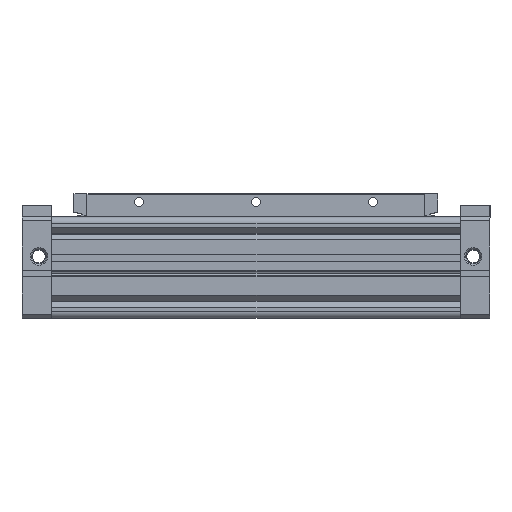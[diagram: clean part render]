
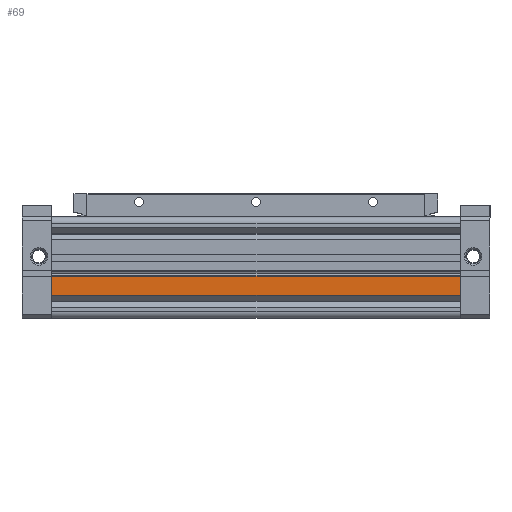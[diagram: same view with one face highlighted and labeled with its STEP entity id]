
A CAD part, top view. The second image highlights one B-rep face of the part: STEP entity #69.
In plain terms, the highlighted face is planar.
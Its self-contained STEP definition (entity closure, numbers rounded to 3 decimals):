
#69 = ADVANCED_FACE ( 'NONE', ( #10896 ), #7310, .F. ) ;
#153 = DIRECTION ( 'NONE',  ( 0., 1., 0. ) ) ;
#157 = CARTESIAN_POINT ( 'NONE',  ( 667.482, -740.463, 0. ) ) ;
#159 = DIRECTION ( 'NONE',  ( 0., 0., -1. ) ) ;
#161 = CARTESIAN_POINT ( 'NONE',  ( 667.482, -740.463, 314. ) ) ;
#194 = DIRECTION ( 'NONE',  ( 0., 0., -1. ) ) ;
#200 = CARTESIAN_POINT ( 'NONE',  ( 667.482, -755.188, 314. ) ) ;
#288 = DIRECTION ( 'NONE',  ( 0., 1., 0. ) ) ;
#316 = CARTESIAN_POINT ( 'NONE',  ( 667.482, -740.463, 314. ) ) ;
#2835 = AXIS2_PLACEMENT_3D ( 'NONE', #7306, #7296, #7457 ) ;
#5144 = EDGE_CURVE ( 'NONE', #7512, #7717, #6336, .T. ) ;
#5157 = EDGE_CURVE ( 'NONE', #7512, #7627, #6341, .T. ) ;
#5163 = EDGE_CURVE ( 'NONE', #7717, #7554, #6356, .T. ) ;
#5165 = EDGE_CURVE ( 'NONE', #7627, #7554, #6345, .T. ) ;
#6333 = VECTOR ( 'NONE', #288, 1000. ) ;
#6336 = LINE ( 'NONE', #316, #6333 ) ;
#6341 = LINE ( 'NONE', #200, #6351 ) ;
#6345 = LINE ( 'NONE', #157, #6353 ) ;
#6351 = VECTOR ( 'NONE', #194, 1000. ) ;
#6353 = VECTOR ( 'NONE', #153, 1000. ) ;
#6356 = LINE ( 'NONE', #161, #6357 ) ;
#6357 = VECTOR ( 'NONE', #159, 1000. ) ;
#7296 = DIRECTION ( 'NONE',  ( -1., 0., 0. ) ) ;
#7306 = CARTESIAN_POINT ( 'NONE',  ( 667.482, -740.463, 314. ) ) ;
#7310 = PLANE ( 'NONE',  #2835 ) ;
#7457 = DIRECTION ( 'NONE',  ( 0., -1., 0. ) ) ;
#7512 = VERTEX_POINT ( 'NONE', #11115 ) ;
#7554 = VERTEX_POINT ( 'NONE', #11030 ) ;
#7627 = VERTEX_POINT ( 'NONE', #10860 ) ;
#7717 = VERTEX_POINT ( 'NONE', #10594 ) ;
#9481 = ORIENTED_EDGE ( 'NONE', *, *, #5157, .T. ) ;
#9482 = ORIENTED_EDGE ( 'NONE', *, *, #5144, .F. ) ;
#9483 = ORIENTED_EDGE ( 'NONE', *, *, #5163, .F. ) ;
#9484 = ORIENTED_EDGE ( 'NONE', *, *, #5165, .T. ) ;
#10318 = EDGE_LOOP ( 'NONE', ( #9484, #9483, #9482, #9481 ) ) ;
#10594 = CARTESIAN_POINT ( 'NONE',  ( 667.482, -740.463, 314. ) ) ;
#10860 = CARTESIAN_POINT ( 'NONE',  ( 667.482, -755.188, 0. ) ) ;
#10896 = FACE_OUTER_BOUND ( 'NONE', #10318, .T. ) ;
#11030 = CARTESIAN_POINT ( 'NONE',  ( 667.482, -740.463, 0. ) ) ;
#11115 = CARTESIAN_POINT ( 'NONE',  ( 667.482, -755.188, 314. ) ) ;
